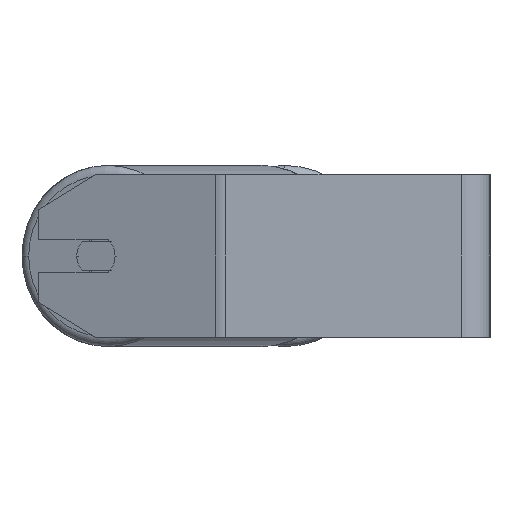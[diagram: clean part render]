
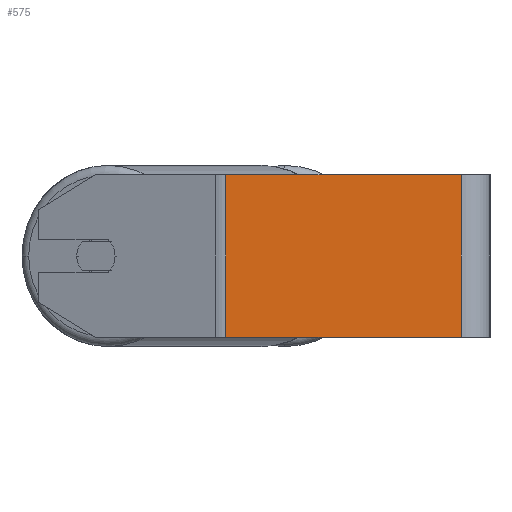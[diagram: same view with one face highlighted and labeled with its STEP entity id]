
A CAD part, left-side view. The second image highlights one B-rep face of the part: STEP entity #575.
In plain terms, the highlighted planar face has unit normal (-1, 0, 0).
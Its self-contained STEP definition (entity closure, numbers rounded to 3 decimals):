
#244 = CARTESIAN_POINT ( 'NONE',  ( -400., 14., 40. ) ) ;
#265 = EDGE_CURVE ( 'NONE', #1408, #3656, #1390, .T. ) ;
#575 = ADVANCED_FACE ( 'NONE', ( #3221 ), #7265, .F. ) ;
#617 = DIRECTION ( 'NONE',  ( 0., 0., -1. ) ) ;
#1251 = DIRECTION ( 'NONE',  ( 1., 0., 0. ) ) ;
#1362 = VECTOR ( 'NONE', #5826, 1000. ) ;
#1390 = LINE ( 'NONE', #244, #5583 ) ;
#1408 = VERTEX_POINT ( 'NONE', #6973 ) ;
#1488 = AXIS2_PLACEMENT_3D ( 'NONE', #2513, #1251, #617 ) ;
#1647 = VECTOR ( 'NONE', #3296, 1000. ) ;
#1897 = CARTESIAN_POINT ( 'NONE',  ( -400., 129.802, 40. ) ) ;
#1937 = CARTESIAN_POINT ( 'NONE',  ( -400., 129.802, 40. ) ) ;
#2513 = CARTESIAN_POINT ( 'NONE',  ( -400., 132.27, 40. ) ) ;
#2897 = CARTESIAN_POINT ( 'NONE',  ( -400., 14., -40. ) ) ;
#3045 = ORIENTED_EDGE ( 'NONE', *, *, #3450, .T. ) ;
#3139 = EDGE_CURVE ( 'NONE', #8263, #8505, #8099, .T. ) ;
#3221 = FACE_OUTER_BOUND ( 'NONE', #6683, .T. ) ;
#3296 = DIRECTION ( 'NONE',  ( 0., 0., -1. ) ) ;
#3450 = EDGE_CURVE ( 'NONE', #8505, #3656, #6528, .T. ) ;
#3656 = VERTEX_POINT ( 'NONE', #2897 ) ;
#3787 = CARTESIAN_POINT ( 'NONE',  ( -400., 132.27, -40. ) ) ;
#3810 = VECTOR ( 'NONE', #4088, 1000. ) ;
#4088 = DIRECTION ( 'NONE',  ( 0., -1., 0. ) ) ;
#4497 = ORIENTED_EDGE ( 'NONE', *, *, #3139, .T. ) ;
#5140 = CARTESIAN_POINT ( 'NONE',  ( -400., 129.802, -40. ) ) ;
#5188 = ORIENTED_EDGE ( 'NONE', *, *, #7043, .F. ) ;
#5375 = LINE ( 'NONE', #7408, #3810 ) ;
#5583 = VECTOR ( 'NONE', #7543, 1000. ) ;
#5826 = DIRECTION ( 'NONE',  ( 0., -1., 0. ) ) ;
#6528 = LINE ( 'NONE', #3787, #1362 ) ;
#6683 = EDGE_LOOP ( 'NONE', ( #3045, #8712, #5188, #4497 ) ) ;
#6973 = CARTESIAN_POINT ( 'NONE',  ( -400., 14., 40. ) ) ;
#7043 = EDGE_CURVE ( 'NONE', #8263, #1408, #5375, .T. ) ;
#7265 = PLANE ( 'NONE',  #1488 ) ;
#7408 = CARTESIAN_POINT ( 'NONE',  ( -400., 132.27, 40. ) ) ;
#7543 = DIRECTION ( 'NONE',  ( 0., 0., -1. ) ) ;
#8099 = LINE ( 'NONE', #1897, #1647 ) ;
#8263 = VERTEX_POINT ( 'NONE', #1937 ) ;
#8505 = VERTEX_POINT ( 'NONE', #5140 ) ;
#8712 = ORIENTED_EDGE ( 'NONE', *, *, #265, .F. ) ;
